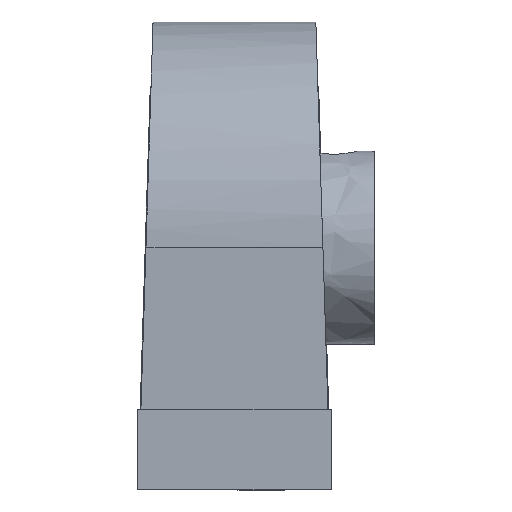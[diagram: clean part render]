
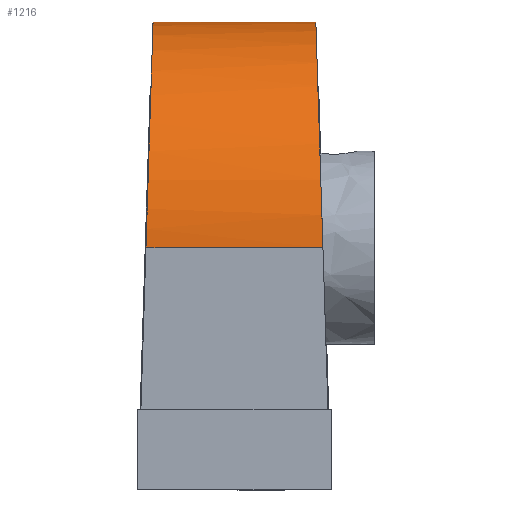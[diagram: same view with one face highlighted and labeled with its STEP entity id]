
A CAD part, left-side view. The second image highlights one B-rep face of the part: STEP entity #1216.
In plain terms, the highlighted free-form (B-spline) face has degree [2, 1] with [5, 2] control points.
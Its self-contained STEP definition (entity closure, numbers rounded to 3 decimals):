
#704 = VERTEX_POINT('',#705);
#705 = CARTESIAN_POINT('',(-2.735,-13.409,
    12.351));
#710 = EDGE_CURVE('',#711,#704,#713,.T.);
#711 = VERTEX_POINT('',#712);
#712 = CARTESIAN_POINT('',(-2.735,-13.352,
    12.351));
#713 = B_SPLINE_CURVE_WITH_KNOTS('',1,(#714,#715),.UNSPECIFIED.,.F.,.F.,
  (2,2),(5.167,5.214),.PIECEWISE_BEZIER_KNOTS.);
#714 = CARTESIAN_POINT('',(-2.735,-13.352,
    12.351));
#715 = CARTESIAN_POINT('',(-2.735,-13.409,
    12.351));
#769 = VERTEX_POINT('',#770);
#770 = CARTESIAN_POINT('',(2.464,-13.797,0.));
#775 = EDGE_CURVE('',#704,#769,#776,.T.);
#776 = ( BOUNDED_CURVE() B_SPLINE_CURVE(2,(#777,#778,#779),
.UNSPECIFIED.,.F.,.F.) B_SPLINE_CURVE_WITH_KNOTS((3,3),(3.916,
4.712),.PIECEWISE_BEZIER_KNOTS.) CURVE() 
GEOMETRIC_REPRESENTATION_ITEM() RATIONAL_B_SPLINE_CURVE((1.,
0.922,1.)) REPRESENTATION_ITEM('') );
#777 = CARTESIAN_POINT('',(-2.735,-13.409,
    12.351));
#778 = CARTESIAN_POINT('',(2.464,-13.569,7.27
    ));
#779 = CARTESIAN_POINT('',(2.464,-13.797,
    0.));
#807 = EDGE_CURVE('',#808,#711,#810,.T.);
#808 = VERTEX_POINT('',#809);
#809 = CARTESIAN_POINT('',(-32.079,-13.74,0.));
#810 = ( BOUNDED_CURVE() B_SPLINE_CURVE(2,(#811,#812,#813),
.UNSPECIFIED.,.F.,.F.) B_SPLINE_CURVE_WITH_KNOTS((3,3),(1.571,
3.916),.PIECEWISE_BEZIER_KNOTS.) CURVE() 
GEOMETRIC_REPRESENTATION_ITEM() RATIONAL_B_SPLINE_CURVE((1.,
0.388,1.)) REPRESENTATION_ITEM('') );
#811 = CARTESIAN_POINT('',(-32.079,-13.74,
    0.));
#812 = CARTESIAN_POINT('',(-32.079,-12.45,
    41.034));
#813 = CARTESIAN_POINT('',(-2.735,-13.352,
    12.351));
#921 = VERTEX_POINT('',#922);
#922 = CARTESIAN_POINT('',(-2.735,-0.602,12.351
    ));
#927 = EDGE_CURVE('',#928,#921,#930,.T.);
#928 = VERTEX_POINT('',#929);
#929 = CARTESIAN_POINT('',(-2.735,-0.544,
    12.351));
#930 = B_SPLINE_CURVE_WITH_KNOTS('',1,(#931,#932),.UNSPECIFIED.,.F.,.F.,
  (2,2),(-5.214,-5.167),.PIECEWISE_BEZIER_KNOTS.);
#931 = CARTESIAN_POINT('',(-2.735,-0.544,
    12.351));
#932 = CARTESIAN_POINT('',(-2.735,-0.602,12.351
    ));
#1008 = VERTEX_POINT('',#1009);
#1009 = CARTESIAN_POINT('',(-32.079,-0.214,0.));
#1014 = EDGE_CURVE('',#921,#1008,#1015,.T.);
#1015 = ( BOUNDED_CURVE() B_SPLINE_CURVE(2,(#1016,#1017,#1018),
.UNSPECIFIED.,.F.,.F.) B_SPLINE_CURVE_WITH_KNOTS((3,3),(2.368,
4.712),.PIECEWISE_BEZIER_KNOTS.) CURVE() 
GEOMETRIC_REPRESENTATION_ITEM() RATIONAL_B_SPLINE_CURVE((1.,
0.388,1.)) REPRESENTATION_ITEM('') );
#1016 = CARTESIAN_POINT('',(-2.735,-0.602,
    12.351));
#1017 = CARTESIAN_POINT('',(-32.079,-1.503,
    41.034));
#1018 = CARTESIAN_POINT('',(-32.079,-0.214,
    0.));
#1095 = EDGE_CURVE('',#1096,#928,#1098,.T.);
#1096 = VERTEX_POINT('',#1097);
#1097 = CARTESIAN_POINT('',(2.464,-0.156,0.));
#1098 = ( BOUNDED_CURVE() B_SPLINE_CURVE(2,(#1099,#1100,#1101),
.UNSPECIFIED.,.F.,.F.) B_SPLINE_CURVE_WITH_KNOTS((3,3),(1.571,
2.368),.PIECEWISE_BEZIER_KNOTS.) CURVE() 
GEOMETRIC_REPRESENTATION_ITEM() RATIONAL_B_SPLINE_CURVE((1.,
0.922,1.)) REPRESENTATION_ITEM('') );
#1099 = CARTESIAN_POINT('',(2.464,-0.156,
    0.));
#1100 = CARTESIAN_POINT('',(2.464,-0.385,
    7.27));
#1101 = CARTESIAN_POINT('',(-2.735,-0.544,
    12.351));
#1216 = ADVANCED_FACE('',(#1217),#1235,.T.);
#1217 = FACE_BOUND('',#1218,.T.);
#1218 = EDGE_LOOP('',(#1219,#1220,#1221,#1222,#1227,#1228,#1229,#1230));
#1219 = ORIENTED_EDGE('',*,*,#807,.T.);
#1220 = ORIENTED_EDGE('',*,*,#710,.T.);
#1221 = ORIENTED_EDGE('',*,*,#775,.T.);
#1222 = ORIENTED_EDGE('',*,*,#1223,.T.);
#1223 = EDGE_CURVE('',#769,#1096,#1224,.T.);
#1224 = B_SPLINE_CURVE_WITH_KNOTS('',1,(#1225,#1226),.UNSPECIFIED.,.F.,
  .F.,(2,2),(-5.529,5.529),.PIECEWISE_BEZIER_KNOTS.);
#1225 = CARTESIAN_POINT('',(2.464,-13.797,0.));
#1226 = CARTESIAN_POINT('',(2.464,-0.156,0.));
#1227 = ORIENTED_EDGE('',*,*,#1095,.T.);
#1228 = ORIENTED_EDGE('',*,*,#927,.T.);
#1229 = ORIENTED_EDGE('',*,*,#1014,.T.);
#1230 = ORIENTED_EDGE('',*,*,#1231,.T.);
#1231 = EDGE_CURVE('',#1008,#808,#1232,.T.);
#1232 = B_SPLINE_CURVE_WITH_KNOTS('',1,(#1233,#1234),.UNSPECIFIED.,.F.,
  .F.,(2,2),(-5.482,5.482),.PIECEWISE_BEZIER_KNOTS.);
#1233 = CARTESIAN_POINT('',(-32.079,-0.214,0.));
#1234 = CARTESIAN_POINT('',(-32.079,-13.74,0.));
#1235 = ( BOUNDED_SURFACE() B_SPLINE_SURFACE(2,1,(
    (#1236,#1237)
    ,(#1238,#1239)
    ,(#1240,#1241)
    ,(#1242,#1243)
    ,(#1244,#1245
)),.UNSPECIFIED.,.F.,.F.,.F.) B_SPLINE_SURFACE_WITH_KNOTS((3,2,3),(2,2),
  (3.142,4.712,6.283),(-5.529,
    5.529),.PIECEWISE_BEZIER_KNOTS.) 
GEOMETRIC_REPRESENTATION_ITEM() RATIONAL_B_SPLINE_SURFACE((
    (1.,1.)
    ,(0.707,0.707)
    ,(1.,1.)
    ,(0.707,0.707)
,(1.,1.))) REPRESENTATION_ITEM('') SURFACE() );
#1236 = CARTESIAN_POINT('',(2.464,-0.156,
    0.));
#1237 = CARTESIAN_POINT('',(2.464,-13.797,
    0.));
#1238 = CARTESIAN_POINT('',(2.464,-0.156,
    17.272));
#1239 = CARTESIAN_POINT('',(2.464,-13.797,
    17.272));
#1240 = CARTESIAN_POINT('',(-14.808,-0.156,
    17.272));
#1241 = CARTESIAN_POINT('',(-14.808,-13.797,
    17.272));
#1242 = CARTESIAN_POINT('',(-32.079,-0.156,
    17.272));
#1243 = CARTESIAN_POINT('',(-32.079,-13.797,
    17.272));
#1244 = CARTESIAN_POINT('',(-32.079,-0.156,
    0.));
#1245 = CARTESIAN_POINT('',(-32.079,-13.797,
    0.));
